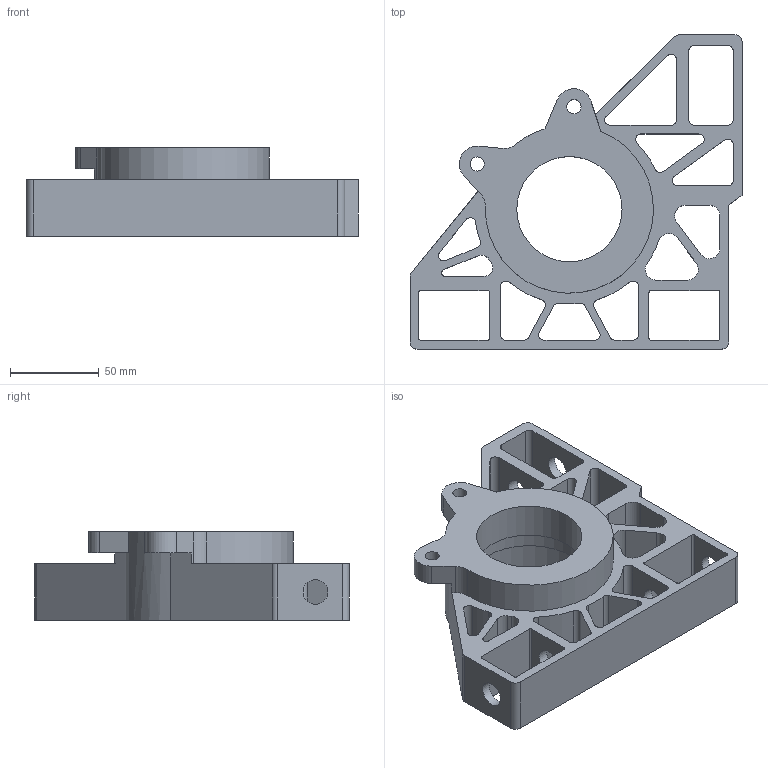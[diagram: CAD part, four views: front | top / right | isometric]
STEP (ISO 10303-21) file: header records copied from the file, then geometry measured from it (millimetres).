
FILE_DESCRIPTION(/* description */ ('','CAx-IF Rec.Pracs.---Representation and Presentation of Product Manufacturing Information (PMI)---4.0---2014-10-13'),/* implementation_level */ '2;1');
FILE_NAME(/* name */ 'Rear Knuckle New.step',/* time_stamp */ '2024-12-15T23:02:43+05:30',/* author */ (''),/* organization */ (''),/* preprocessor_version */ 'ST-DEVELOPER v20',/* originating_system */ 'Autodesk Translation Framework v13.20.0.188',/* authorisation */ '');
FILE_SCHEMA (('INTEGRATED_CNC_SCHEMA','AP242_MANAGED_MODEL_BASED_3D_ENGINEERING_MIM_LF { 1 0 10303 442 1 1 4 }'));
Length unit declared in the file: millimetre
Products named in the file (1): FusionComponent
Bounding box: 187.55 x 177.5 x 50 mm (x, y, z)
Volume: 410012.8 mm3; surface area: 106052.1 mm2
Topology: 1 solids, 1 shells, 131 faces, 381 edges, 254 vertices
Faces by surface type: cylinder 74, plane 57
Full cylindrical faces by diameter (mm): 8 x2, 14 x6, 59.436 x1, 66 x1, 78.722 x1
Entity records: 4506 total; most frequent: DIRECTION 795, CARTESIAN_POINT 767, ORIENTED_EDGE 762, EDGE_CURVE 381, AXIS2_PLACEMENT_3D 282, VERTEX_POINT 254, LINE 231, VECTOR 231
